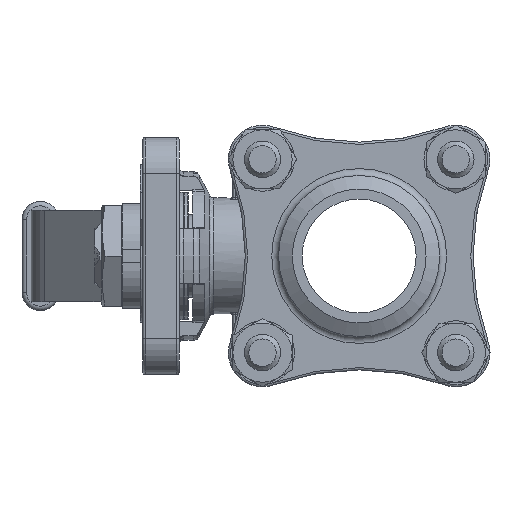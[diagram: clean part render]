
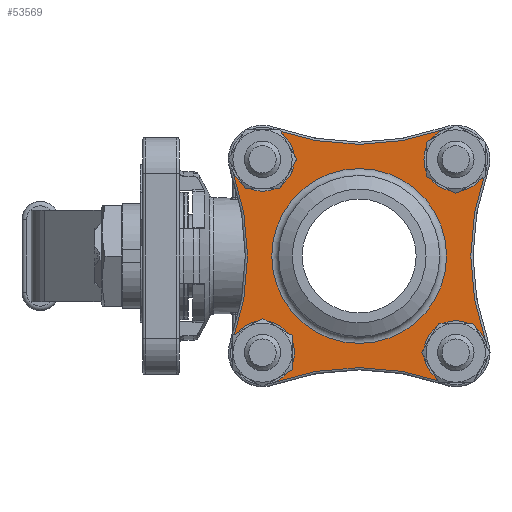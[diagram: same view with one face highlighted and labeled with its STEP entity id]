
A CAD part, left-side view. The second image highlights one B-rep face of the part: STEP entity #53569.
In plain terms, the highlighted planar face has unit normal (-1, 0, 0).
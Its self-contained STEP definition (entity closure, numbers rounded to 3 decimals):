
#198 = CARTESIAN_POINT ( 'NONE',  ( -26.5, 18.835, -27.797 ) ) ;
#233 = CARTESIAN_POINT ( 'NONE',  ( -26.5, 27.797, 18.835 ) ) ;
#249 = CARTESIAN_POINT ( 'NONE',  ( -26.5, -18.835, 27.797 ) ) ;
#9464 = AXIS2_PLACEMENT_3D ( 'NONE', #16168, #16170, #16172 ) ;
#9475 = CIRCLE ( 'NONE', #9489, 7. ) ;
#9478 = CIRCLE ( 'NONE', #9481, 19.18 ) ;
#9481 = AXIS2_PLACEMENT_3D ( 'NONE', #16161, #16163, #16165 ) ;
#9483 = CIRCLE ( 'NONE', #9492, 55.451 ) ;
#9485 = CIRCLE ( 'NONE', #9464, 55.451 ) ;
#9487 = CIRCLE ( 'NONE', #9498, 55.451 ) ;
#9489 = AXIS2_PLACEMENT_3D ( 'NONE', #16173, #16174, #16176 ) ;
#9491 = CIRCLE ( 'NONE', #9495, 7. ) ;
#9492 = AXIS2_PLACEMENT_3D ( 'NONE', #16180, #16182, #16183 ) ;
#9494 = CIRCLE ( 'NONE', #9503, 55.451 ) ;
#9495 = AXIS2_PLACEMENT_3D ( 'NONE', #16185, #16186, #16188 ) ;
#9496 = CIRCLE ( 'NONE', #9501, 7. ) ;
#9498 = AXIS2_PLACEMENT_3D ( 'NONE', #16191, #16193, #16195 ) ;
#9501 = AXIS2_PLACEMENT_3D ( 'NONE', #16197, #16198, #16199 ) ;
#9502 = CIRCLE ( 'NONE', #9506, 7. ) ;
#9503 = AXIS2_PLACEMENT_3D ( 'NONE', #16203, #16205, #16207 ) ;
#9506 = AXIS2_PLACEMENT_3D ( 'NONE', #16209, #16210, #16211 ) ;
#16161 = CARTESIAN_POINT ( 'NONE',  ( -26.5, 0., 0. ) ) ;
#16163 = DIRECTION ( 'NONE',  ( 1., 0., 0. ) ) ;
#16165 = DIRECTION ( 'NONE',  ( 0., 0., 1. ) ) ;
#16168 = CARTESIAN_POINT ( 'NONE',  ( -26.5, 0., 79.951 ) ) ;
#16170 = DIRECTION ( 'NONE',  ( 1., 0., 0. ) ) ;
#16172 = DIRECTION ( 'NONE',  ( 0., 0., 1. ) ) ;
#16173 = CARTESIAN_POINT ( 'NONE',  ( -26.5, 21.213, 21.213 ) ) ;
#16174 = DIRECTION ( 'NONE',  ( -1., 0., 0. ) ) ;
#16176 = DIRECTION ( 'NONE',  ( 0., -1., 0. ) ) ;
#16180 = CARTESIAN_POINT ( 'NONE',  ( -26.5, 79.951, 0. ) ) ;
#16182 = DIRECTION ( 'NONE',  ( 1., 0., 0. ) ) ;
#16183 = DIRECTION ( 'NONE',  ( 0., 0., 1. ) ) ;
#16185 = CARTESIAN_POINT ( 'NONE',  ( -26.5, 21.213, -21.213 ) ) ;
#16186 = DIRECTION ( 'NONE',  ( -1., 0., 0. ) ) ;
#16188 = DIRECTION ( 'NONE',  ( 0., 0., 1. ) ) ;
#16191 = CARTESIAN_POINT ( 'NONE',  ( -26.5, 0., -79.951 ) ) ;
#16193 = DIRECTION ( 'NONE',  ( 1., 0., 0. ) ) ;
#16195 = DIRECTION ( 'NONE',  ( 0., 0., 1. ) ) ;
#16197 = CARTESIAN_POINT ( 'NONE',  ( -26.5, -21.213, -21.213 ) ) ;
#16198 = DIRECTION ( 'NONE',  ( -1., 0., 0. ) ) ;
#16199 = DIRECTION ( 'NONE',  ( 0., 1., 0. ) ) ;
#16203 = CARTESIAN_POINT ( 'NONE',  ( -26.5, -79.951, 0. ) ) ;
#16205 = DIRECTION ( 'NONE',  ( 1., 0., 0. ) ) ;
#16207 = DIRECTION ( 'NONE',  ( 0., 0., 1. ) ) ;
#16209 = CARTESIAN_POINT ( 'NONE',  ( -26.5, -21.213, 21.213 ) ) ;
#16210 = DIRECTION ( 'NONE',  ( -1., 0., 0. ) ) ;
#16211 = DIRECTION ( 'NONE',  ( 0., 0., -1. ) ) ;
#19057 = VERTEX_POINT ( 'NONE', #233 ) ;
#19058 = VERTEX_POINT ( 'NONE', #198 ) ;
#19084 = VERTEX_POINT ( 'NONE', #249 ) ;
#25242 = EDGE_LOOP ( 'NONE', ( #56731 ) ) ;
#25248 = EDGE_LOOP ( 'NONE', ( #56732, #56733, #56734, #56735, #56736, #56737, #56738, #56739 ) ) ;
#29777 = AXIS2_PLACEMENT_3D ( 'NONE', #31982, #31984, #31986 ) ;
#31946 = FACE_OUTER_BOUND ( 'NONE', #25248, .T. ) ;
#31960 = FACE_BOUND ( 'NONE', #25242, .T. ) ;
#31962 = PLANE ( 'NONE',  #29777 ) ;
#31982 = CARTESIAN_POINT ( 'NONE',  ( -26.5, 0., 0. ) ) ;
#31984 = DIRECTION ( 'NONE',  ( -1., 0., 0. ) ) ;
#31986 = DIRECTION ( 'NONE',  ( 0., 0., -1. ) ) ;
#46330 = CARTESIAN_POINT ( 'NONE',  ( -26.5, 18.835, 27.797 ) ) ;
#46350 = CARTESIAN_POINT ( 'NONE',  ( -26.5, -27.797, 18.835 ) ) ;
#46353 = CARTESIAN_POINT ( 'NONE',  ( -26.5, -18.835, -27.797 ) ) ;
#46357 = CARTESIAN_POINT ( 'NONE',  ( -26.5, 27.797, -18.835 ) ) ;
#46359 = CARTESIAN_POINT ( 'NONE',  ( -26.5, -27.797, -18.835 ) ) ;
#49071 = VERTEX_POINT ( 'NONE', #49074 ) ;
#49074 = CARTESIAN_POINT ( 'NONE',  ( -26.5, 0., 19.18 ) ) ;
#52183 = EDGE_CURVE ( 'NONE', #49071, #49071, #9478, .T. ) ;
#52186 = EDGE_CURVE ( 'NONE', #19084, #56858, #9485, .T. ) ;
#52188 = EDGE_CURVE ( 'NONE', #19057, #56858, #9475, .T. ) ;
#52190 = EDGE_CURVE ( 'NONE', #19057, #56874, #9483, .T. ) ;
#52193 = EDGE_CURVE ( 'NONE', #19058, #56874, #9491, .T. ) ;
#52195 = EDGE_CURVE ( 'NONE', #19058, #56872, #9487, .T. ) ;
#52197 = EDGE_CURVE ( 'NONE', #56875, #56872, #9496, .T. ) ;
#52200 = EDGE_CURVE ( 'NONE', #56875, #56870, #9494, .T. ) ;
#52201 = EDGE_CURVE ( 'NONE', #19084, #56870, #9502, .T. ) ;
#53569 = ADVANCED_FACE ( 'NONE', ( #31960, #31946 ), #31962, .T. ) ;
#56731 = ORIENTED_EDGE ( 'NONE', *, *, #52183, .T. ) ;
#56732 = ORIENTED_EDGE ( 'NONE', *, *, #52186, .T. ) ;
#56733 = ORIENTED_EDGE ( 'NONE', *, *, #52188, .F. ) ;
#56734 = ORIENTED_EDGE ( 'NONE', *, *, #52190, .T. ) ;
#56735 = ORIENTED_EDGE ( 'NONE', *, *, #52193, .F. ) ;
#56736 = ORIENTED_EDGE ( 'NONE', *, *, #52195, .T. ) ;
#56737 = ORIENTED_EDGE ( 'NONE', *, *, #52197, .F. ) ;
#56738 = ORIENTED_EDGE ( 'NONE', *, *, #52200, .T. ) ;
#56739 = ORIENTED_EDGE ( 'NONE', *, *, #52201, .F. ) ;
#56858 = VERTEX_POINT ( 'NONE', #46330 ) ;
#56870 = VERTEX_POINT ( 'NONE', #46350 ) ;
#56872 = VERTEX_POINT ( 'NONE', #46353 ) ;
#56874 = VERTEX_POINT ( 'NONE', #46357 ) ;
#56875 = VERTEX_POINT ( 'NONE', #46359 ) ;
